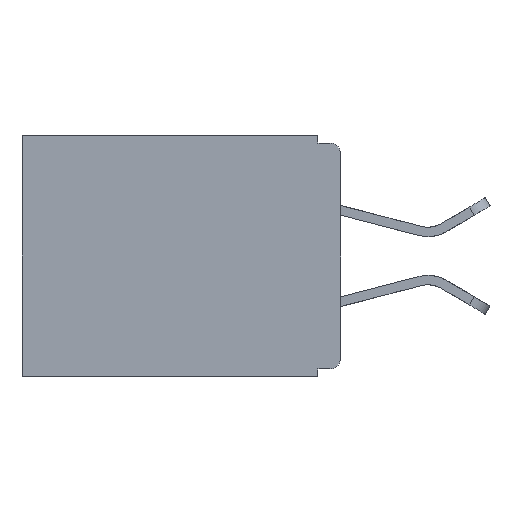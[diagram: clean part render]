
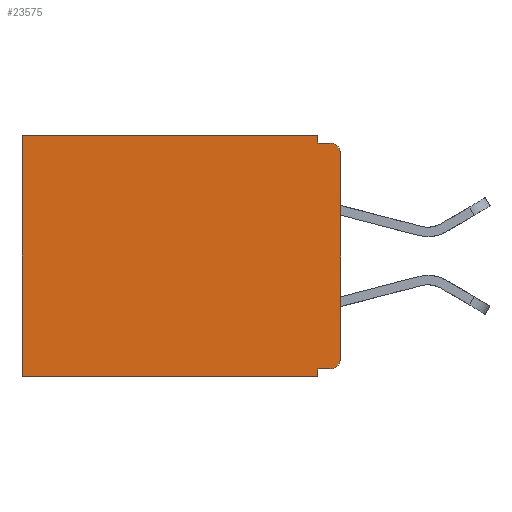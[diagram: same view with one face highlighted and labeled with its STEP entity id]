
A CAD part, left-side view. The second image highlights one B-rep face of the part: STEP entity #23575.
In plain terms, the highlighted planar face has unit normal (-1, 0, 0).
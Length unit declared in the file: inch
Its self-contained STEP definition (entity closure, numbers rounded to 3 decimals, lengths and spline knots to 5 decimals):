
#117 = VECTOR ( 'NONE', #2762, 39.37008 ) ;
#345 = EDGE_CURVE ( 'NONE', #2377, #13543, #12521, .T. ) ;
#530 = CARTESIAN_POINT ( 'NONE',  ( 0.3, 0., 0. ) ) ;
#802 = CARTESIAN_POINT ( 'NONE',  ( 0.3, 0.015, -0.305 ) ) ;
#854 = FACE_OUTER_BOUND ( 'NONE', #10910, .T. ) ;
#866 = LINE ( 'NONE', #19896, #117 ) ;
#1059 = VECTOR ( 'NONE', #26221, 39.37008 ) ;
#1253 = DIRECTION ( 'NONE',  ( 0., 0., -1. ) ) ;
#1706 = EDGE_CURVE ( 'NONE', #23243, #6146, #7769, .T. ) ;
#1766 = PLANE ( 'NONE',  #22187 ) ;
#1776 = VERTEX_POINT ( 'NONE', #26026 ) ;
#1808 = ORIENTED_EDGE ( 'NONE', *, *, #4384, .T. ) ;
#2248 = AXIS2_PLACEMENT_3D ( 'NONE', #20026, #20030, #6362 ) ;
#2350 = DIRECTION ( 'NONE',  ( -1., 0., 0. ) ) ;
#2377 = VERTEX_POINT ( 'NONE', #6114 ) ;
#2381 = DIRECTION ( 'NONE',  ( 0., 0., -1. ) ) ;
#2762 = DIRECTION ( 'NONE',  ( 0., 1., 0. ) ) ;
#2854 = VECTOR ( 'NONE', #20672, 39.37008 ) ;
#3071 = EDGE_CURVE ( 'NONE', #1776, #6146, #15070, .T. ) ;
#3242 = ORIENTED_EDGE ( 'NONE', *, *, #16483, .F. ) ;
#3454 = DIRECTION ( 'NONE',  ( 0., 1., 0. ) ) ;
#4163 = CARTESIAN_POINT ( 'NONE',  ( 0.3, 0., -0.01 ) ) ;
#4251 = CARTESIAN_POINT ( 'NONE',  ( 0.3, 0.437, -0.33 ) ) ;
#4384 = EDGE_CURVE ( 'NONE', #6820, #23243, #4890, .T. ) ;
#4890 = LINE ( 'NONE', #530, #21126 ) ;
#5635 = CARTESIAN_POINT ( 'NONE',  ( 0.3, 0.015, -0.01 ) ) ;
#5945 = CARTESIAN_POINT ( 'NONE',  ( 0.3, 0.437, -0.33 ) ) ;
#6058 = CARTESIAN_POINT ( 'NONE',  ( 0.3, 0., -0.025 ) ) ;
#6069 = VECTOR ( 'NONE', #1253, 39.37008 ) ;
#6114 = CARTESIAN_POINT ( 'NONE',  ( 0.3, 0.015, -0.32 ) ) ;
#6146 = VERTEX_POINT ( 'NONE', #5945 ) ;
#6362 = DIRECTION ( 'NONE',  ( 0., 0., -1. ) ) ;
#6419 = ORIENTED_EDGE ( 'NONE', *, *, #3071, .F. ) ;
#6460 = EDGE_CURVE ( 'NONE', #20404, #19380, #14083, .T. ) ;
#6820 = VERTEX_POINT ( 'NONE', #7364 ) ;
#6887 = CARTESIAN_POINT ( 'NONE',  ( 0.3, 0., -0.305 ) ) ;
#7364 = CARTESIAN_POINT ( 'NONE',  ( 0.3, 0.031, 0. ) ) ;
#7769 = LINE ( 'NONE', #4251, #1059 ) ;
#9373 = EDGE_CURVE ( 'NONE', #2377, #25334, #866, .T. ) ;
#9400 = DIRECTION ( 'NONE',  ( 0., 0., -1. ) ) ;
#9567 = DIRECTION ( 'NONE',  ( 0., 0., -1. ) ) ;
#10056 = CARTESIAN_POINT ( 'NONE',  ( 0.3, 0.031, -0.01 ) ) ;
#10910 = EDGE_LOOP ( 'NONE', ( #10955, #26958, #3242, #13937, #1808, #13036, #6419, #12323, #25321, #15487 ) ) ;
#10955 = ORIENTED_EDGE ( 'NONE', *, *, #21945, .F. ) ;
#11139 = LINE ( 'NONE', #4163, #11777 ) ;
#11777 = VECTOR ( 'NONE', #19119, 39.37008 ) ;
#12228 = CARTESIAN_POINT ( 'NONE',  ( 0.3, 0.031, -0.33 ) ) ;
#12323 = ORIENTED_EDGE ( 'NONE', *, *, #19420, .F. ) ;
#12521 = CIRCLE ( 'NONE', #22440, 0.015 ) ;
#13036 = ORIENTED_EDGE ( 'NONE', *, *, #1706, .T. ) ;
#13543 = VERTEX_POINT ( 'NONE', #6887 ) ;
#13638 = LINE ( 'NONE', #15616, #17240 ) ;
#13728 = CARTESIAN_POINT ( 'NONE',  ( 0.3, 0.437, 0. ) ) ;
#13937 = ORIENTED_EDGE ( 'NONE', *, *, #20753, .F. ) ;
#14083 = CIRCLE ( 'NONE', #2248, 0.015 ) ;
#14703 = LINE ( 'NONE', #15854, #24269 ) ;
#14926 = DIRECTION ( 'NONE',  ( 0., 0., -1. ) ) ;
#15070 = LINE ( 'NONE', #20515, #2854 ) ;
#15487 = ORIENTED_EDGE ( 'NONE', *, *, #345, .T. ) ;
#15616 = CARTESIAN_POINT ( 'NONE',  ( 0.3, 0., -0.33 ) ) ;
#15854 = CARTESIAN_POINT ( 'NONE',  ( 0.3, 0.031, 0. ) ) ;
#16483 = EDGE_CURVE ( 'NONE', #22132, #19380, #11139, .T. ) ;
#17240 = VECTOR ( 'NONE', #9400, 39.37008 ) ;
#19119 = DIRECTION ( 'NONE',  ( 0., -1., 0. ) ) ;
#19380 = VERTEX_POINT ( 'NONE', #5635 ) ;
#19420 = EDGE_CURVE ( 'NONE', #25334, #1776, #24039, .T. ) ;
#19896 = CARTESIAN_POINT ( 'NONE',  ( 0.3, 0., -0.32 ) ) ;
#20026 = CARTESIAN_POINT ( 'NONE',  ( 0.3, 0.015, -0.025 ) ) ;
#20030 = DIRECTION ( 'NONE',  ( -1., 0., 0. ) ) ;
#20404 = VERTEX_POINT ( 'NONE', #6058 ) ;
#20515 = CARTESIAN_POINT ( 'NONE',  ( 0.3, 0., -0.33 ) ) ;
#20672 = DIRECTION ( 'NONE',  ( 0., 1., 0. ) ) ;
#20753 = EDGE_CURVE ( 'NONE', #6820, #22132, #14703, .T. ) ;
#21126 = VECTOR ( 'NONE', #3454, 39.37008 ) ;
#21153 = CARTESIAN_POINT ( 'NONE',  ( 0.3, 0.031, -0.32 ) ) ;
#21945 = EDGE_CURVE ( 'NONE', #20404, #13543, #13638, .T. ) ;
#22132 = VERTEX_POINT ( 'NONE', #10056 ) ;
#22187 = AXIS2_PLACEMENT_3D ( 'NONE', #23054, #26997, #14926 ) ;
#22440 = AXIS2_PLACEMENT_3D ( 'NONE', #802, #2350, #2381 ) ;
#23054 = CARTESIAN_POINT ( 'NONE',  ( 0.3, 0., -0.33 ) ) ;
#23243 = VERTEX_POINT ( 'NONE', #13728 ) ;
#23575 = ADVANCED_FACE ( 'NONE', ( #854 ), #1766, .F. ) ;
#24039 = LINE ( 'NONE', #12228, #6069 ) ;
#24269 = VECTOR ( 'NONE', #9567, 39.37008 ) ;
#25321 = ORIENTED_EDGE ( 'NONE', *, *, #9373, .F. ) ;
#25334 = VERTEX_POINT ( 'NONE', #21153 ) ;
#26026 = CARTESIAN_POINT ( 'NONE',  ( 0.3, 0.031, -0.33 ) ) ;
#26221 = DIRECTION ( 'NONE',  ( 0., 0., -1. ) ) ;
#26958 = ORIENTED_EDGE ( 'NONE', *, *, #6460, .T. ) ;
#26997 = DIRECTION ( 'NONE',  ( 1., 0., 0. ) ) ;
